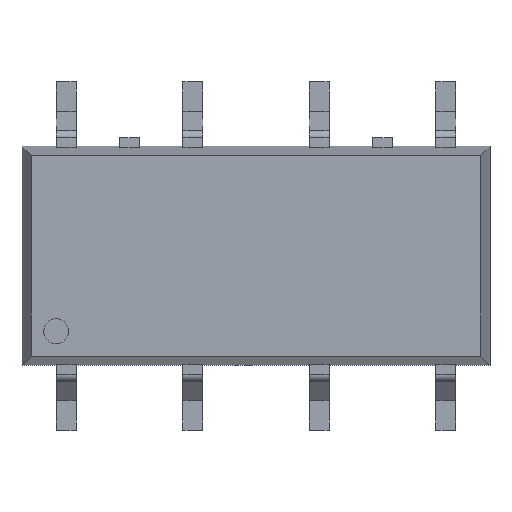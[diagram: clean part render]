
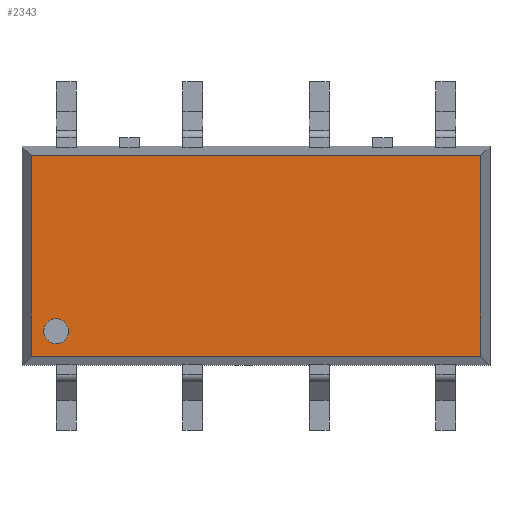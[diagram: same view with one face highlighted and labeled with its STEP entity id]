
A CAD part, top view. The second image highlights one B-rep face of the part: STEP entity #2343.
In plain terms, the highlighted planar face has unit normal (0, 0, 1).
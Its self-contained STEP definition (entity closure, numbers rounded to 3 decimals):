
#2308 = VERTEX_POINT('',#2309);
#2309 = CARTESIAN_POINT('',(-3.765,-1.515,2.2));
#2315 = EDGE_CURVE('',#2316,#2308,#2318,.T.);
#2316 = VERTEX_POINT('',#2317);
#2317 = CARTESIAN_POINT('',(-4.265,-1.515,2.2));
#2318 = CIRCLE('',#2319,0.25);
#2319 = AXIS2_PLACEMENT_3D('',#2320,#2321,#2322);
#2320 = CARTESIAN_POINT('',(-4.015,-1.515,2.2));
#2321 = DIRECTION('',(0.,0.,1.));
#2322 = DIRECTION('',(1.,0.,-0.));
#2343 = ADVANCED_FACE('',(#2344,#2354),#2388,.F.);
#2344 = FACE_BOUND('',#2345,.T.);
#2345 = EDGE_LOOP('',(#2346,#2353));
#2346 = ORIENTED_EDGE('',*,*,#2347,.F.);
#2347 = EDGE_CURVE('',#2308,#2316,#2348,.T.);
#2348 = CIRCLE('',#2349,0.25);
#2349 = AXIS2_PLACEMENT_3D('',#2350,#2351,#2352);
#2350 = CARTESIAN_POINT('',(-4.015,-1.515,2.2));
#2351 = DIRECTION('',(0.,0.,1.));
#2352 = DIRECTION('',(1.,0.,-0.));
#2353 = ORIENTED_EDGE('',*,*,#2315,.F.);
#2354 = FACE_BOUND('',#2355,.T.);
#2355 = EDGE_LOOP('',(#2356,#2366,#2374,#2382));
#2356 = ORIENTED_EDGE('',*,*,#2357,.T.);
#2357 = EDGE_CURVE('',#2358,#2360,#2362,.T.);
#2358 = VERTEX_POINT('',#2359);
#2359 = CARTESIAN_POINT('',(4.515,-2.015,2.2));
#2360 = VERTEX_POINT('',#2361);
#2361 = CARTESIAN_POINT('',(4.515,2.015,2.2));
#2362 = LINE('',#2363,#2364);
#2363 = CARTESIAN_POINT('',(4.515,2.2,2.2));
#2364 = VECTOR('',#2365,1.);
#2365 = DIRECTION('',(0.,1.,0.));
#2366 = ORIENTED_EDGE('',*,*,#2367,.T.);
#2367 = EDGE_CURVE('',#2360,#2368,#2370,.T.);
#2368 = VERTEX_POINT('',#2369);
#2369 = CARTESIAN_POINT('',(-4.515,2.015,2.2));
#2370 = LINE('',#2371,#2372);
#2371 = CARTESIAN_POINT('',(-4.7,2.015,2.2));
#2372 = VECTOR('',#2373,1.);
#2373 = DIRECTION('',(-1.,0.,0.));
#2374 = ORIENTED_EDGE('',*,*,#2375,.T.);
#2375 = EDGE_CURVE('',#2368,#2376,#2378,.T.);
#2376 = VERTEX_POINT('',#2377);
#2377 = CARTESIAN_POINT('',(-4.515,-2.015,2.2));
#2378 = LINE('',#2379,#2380);
#2379 = CARTESIAN_POINT('',(-4.515,2.2,2.2));
#2380 = VECTOR('',#2381,1.);
#2381 = DIRECTION('',(0.,-1.,0.));
#2382 = ORIENTED_EDGE('',*,*,#2383,.T.);
#2383 = EDGE_CURVE('',#2376,#2358,#2384,.T.);
#2384 = LINE('',#2385,#2386);
#2385 = CARTESIAN_POINT('',(4.7,-2.015,2.2));
#2386 = VECTOR('',#2387,1.);
#2387 = DIRECTION('',(1.,0.,0.));
#2388 = PLANE('',#2389);
#2389 = AXIS2_PLACEMENT_3D('',#2390,#2391,#2392);
#2390 = CARTESIAN_POINT('',(-4.7,2.2,2.2));
#2391 = DIRECTION('',(0.,0.,-1.));
#2392 = DIRECTION('',(-1.,0.,-0.));
